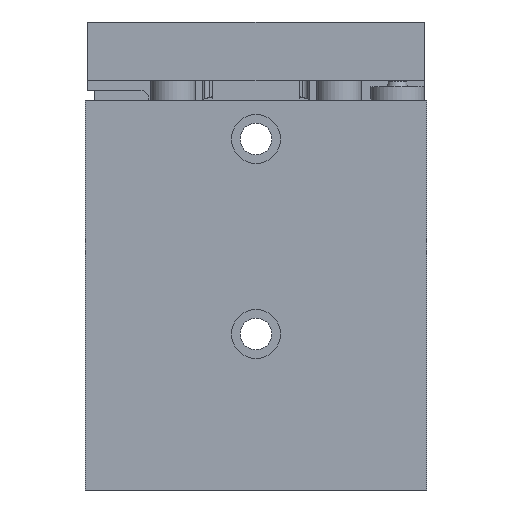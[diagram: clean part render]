
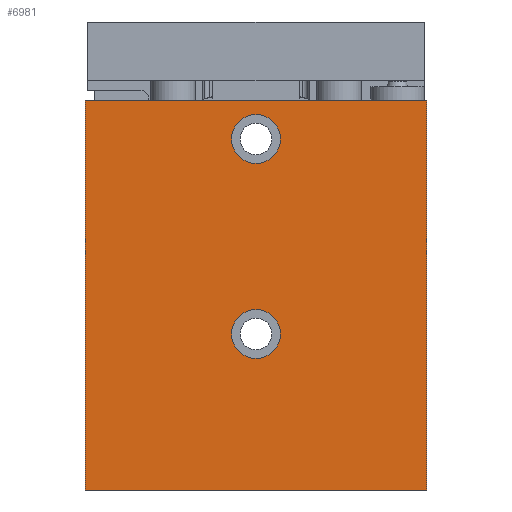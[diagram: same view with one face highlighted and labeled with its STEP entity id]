
A CAD part, front view. The second image highlights one B-rep face of the part: STEP entity #6981.
In plain terms, the highlighted planar face has unit normal (0, -1, 0).
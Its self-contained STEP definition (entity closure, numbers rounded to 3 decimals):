
#290=CIRCLE('',#7410,2.5);
#291=CIRCLE('',#7411,2.5);
#781=ORIENTED_EDGE('',*,*,#2466,.F.);
#782=ORIENTED_EDGE('',*,*,#2467,.F.);
#783=ORIENTED_EDGE('',*,*,#2436,.F.);
#784=ORIENTED_EDGE('',*,*,#2465,.F.);
#785=ORIENTED_EDGE('',*,*,#2383,.T.);
#786=ORIENTED_EDGE('',*,*,#2468,.T.);
#2383=EDGE_CURVE('',#3230,#3229,#3840,.T.);
#2436=EDGE_CURVE('',#3281,#3282,#3862,.T.);
#2465=EDGE_CURVE('',#3230,#3281,#3885,.T.);
#2466=EDGE_CURVE('',#3303,#3303,#290,.T.);
#2467=EDGE_CURVE('',#3304,#3304,#291,.T.);
#2468=EDGE_CURVE('',#3229,#3282,#3886,.T.);
#3229=VERTEX_POINT('',#10211);
#3230=VERTEX_POINT('',#10213);
#3281=VERTEX_POINT('',#10317);
#3282=VERTEX_POINT('',#10319);
#3303=VERTEX_POINT('',#10384);
#3304=VERTEX_POINT('',#10386);
#3840=LINE('',#10212,#4279);
#3862=LINE('',#10318,#4301);
#3885=LINE('',#10381,#4324);
#3886=LINE('',#10387,#4325);
#4279=VECTOR('',#8185,1000.);
#4301=VECTOR('',#8271,1000.);
#4324=VECTOR('',#8316,1000.);
#4325=VECTOR('',#8323,1000.);
#4709=EDGE_LOOP('',(#781));
#4710=EDGE_LOOP('',(#782));
#4711=EDGE_LOOP('',(#783,#784,#785,#786));
#5238=FACE_BOUND('',#4709,.T.);
#5239=FACE_BOUND('',#4710,.T.);
#5240=FACE_BOUND('',#4711,.T.);
#5761=PLANE('',#7409);
#6981=ADVANCED_FACE('',(#5238,#5239,#5240),#5761,.T.);
#7409=AXIS2_PLACEMENT_3D('',#10382,#8317,#8318);
#7410=AXIS2_PLACEMENT_3D('',#10383,#8319,#8320);
#7411=AXIS2_PLACEMENT_3D('',#10385,#8321,#8322);
#8185=DIRECTION('',(1.,0.,0.));
#8271=DIRECTION('',(1.,0.,0.));
#8316=DIRECTION('',(0.,0.,1.));
#8317=DIRECTION('',(0.,-1.,0.));
#8318=DIRECTION('',(0.,0.,-1.));
#8319=DIRECTION('',(0.,-1.,0.));
#8320=DIRECTION('',(0.,0.,-1.));
#8321=DIRECTION('',(0.,-1.,0.));
#8322=DIRECTION('',(0.,0.,-1.));
#8323=DIRECTION('',(0.,0.,1.));
#10211=CARTESIAN_POINT('',(17.5,0.,-40.));
#10212=CARTESIAN_POINT('',(-17.5,0.,-40.));
#10213=CARTESIAN_POINT('',(-17.5,0.,-40.));
#10317=CARTESIAN_POINT('',(-17.5,0.,0.));
#10318=CARTESIAN_POINT('',(-17.5,0.,0.));
#10319=CARTESIAN_POINT('',(17.5,0.,0.));
#10381=CARTESIAN_POINT('',(-17.5,0.,-40.));
#10382=CARTESIAN_POINT('',(-17.5,0.,-40.));
#10383=CARTESIAN_POINT('',(0.,0.,-24.));
#10384=CARTESIAN_POINT('',(0.,0.,-26.5));
#10385=CARTESIAN_POINT('',(0.,0.,-4.));
#10386=CARTESIAN_POINT('',(0.,0.,-6.5));
#10387=CARTESIAN_POINT('',(17.5,0.,-40.));
